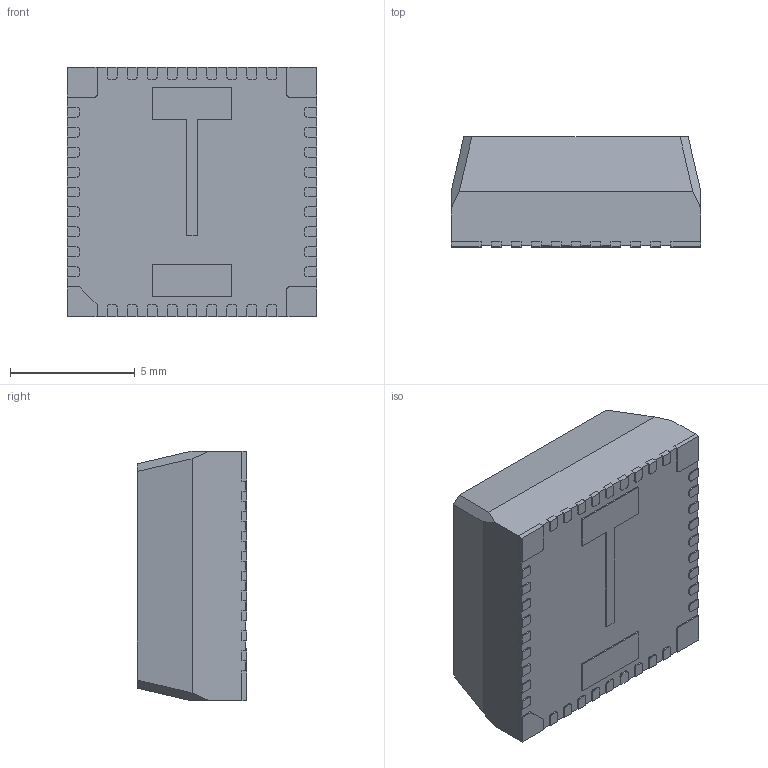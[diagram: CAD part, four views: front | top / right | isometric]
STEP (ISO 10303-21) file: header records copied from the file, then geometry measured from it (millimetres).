
FILE_DESCRIPTION (( 'STEP AP214' ), '1' );
FILE_NAME ('RVQ42.STEP', '2020-08-06T19:23:41', ( '' ), ( '' ), 'SwSTEP 2.0', 'SolidWorks 2017', '' );
FILE_SCHEMA (( 'AUTOMOTIVE_DESIGN' ));
Length unit declared in the file: millimetre
Products named in the file (1): RVQ42
Bounding box: 10 x 4.4 x 10 mm (x, y, z)
Volume: 413.4 mm3; surface area: 428.4 mm2
Topology: 43 solids, 43 shells, 598 faces, 1524 edges, 1016 vertices
Faces by surface type: plane 444, cylinder 154
Entity records: 21314 total; most frequent: CARTESIAN_POINT 3139, ORIENTED_EDGE 3048, DIRECTION 3030, EDGE_CURVE 1524, LINE 1216, VECTOR 1216, VERTEX_POINT 1016, AXIS2_PLACEMENT_3D 907
